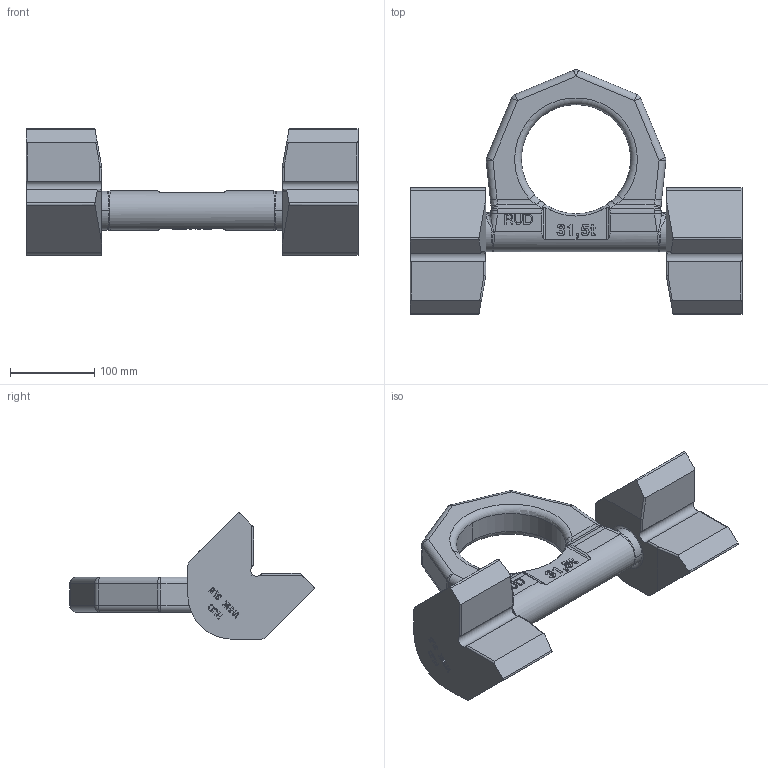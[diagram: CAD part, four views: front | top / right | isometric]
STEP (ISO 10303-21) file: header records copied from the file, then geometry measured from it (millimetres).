
FILE_DESCRIPTION((''),'2;1');
FILE_NAME('001-M35249-P-1_ASM','2019-02-01T',('anja.joas'),(''),'PRO/ENGINEER BY PARAMETRIC TECHNOLOGY CORPORATION, 2011490','PRO/ENGINEER BY PARAMETRIC TECHNOLOGY CORPORATION, 2011490','');
FILE_SCHEMA(('CONFIG_CONTROL_DESIGN'));
Length unit declared in the file: millimetre
Products named in the file (3): 001-M35131-P-1; 001-M35244-P-1; 001-M35249-P-1_ASM
Assembly tree (3 placements, depth 2):
  001-M35249-P-1_ASM
    001-M35131-P-1  x2
    001-M35244-P-1
Bounding box: 395 x 290.78 x 150.46 mm (x, y, z)
Volume: 3363763.6 mm3; surface area: 252928.5 mm2
Topology: 3 solids, 3 shells, 1146 faces, 3153 edges, 2063 vertices
Faces by surface type: plane 883, extrusion 96, cylinder 89, bspline 56, torus 12, sphere 10
Entity records: 28387 total; most frequent: CARTESIAN_POINT 8214, ORIENTED_EDGE 4498, DIRECTION 3518, EDGE_CURVE 2249, VECTOR 1858, LINE 1762, VERTEX_POINT 1465, EDGE_LOOP 864
